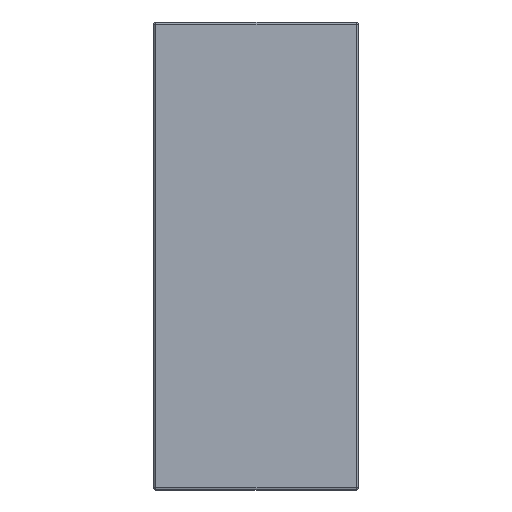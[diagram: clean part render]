
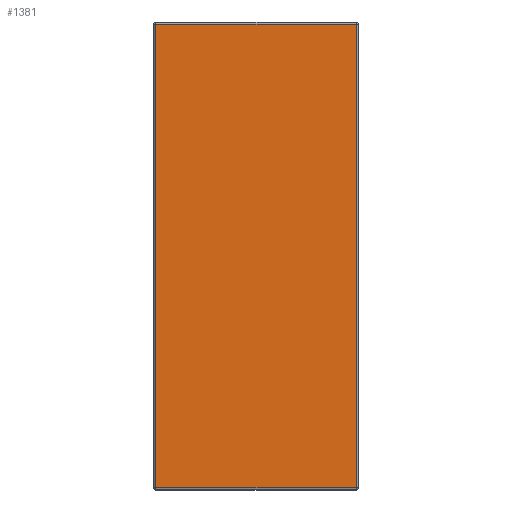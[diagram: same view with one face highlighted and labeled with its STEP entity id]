
A CAD part, left-side view. The second image highlights one B-rep face of the part: STEP entity #1381.
In plain terms, the highlighted planar face has unit normal (-1, 0, 0).
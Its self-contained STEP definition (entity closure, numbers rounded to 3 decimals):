
#9 = VERTEX_POINT ( 'NONE', #960 ) ;
#65 = LINE ( 'NONE', #1067, #406 ) ;
#110 = CARTESIAN_POINT ( 'NONE',  ( -300., 17.5, 0. ) ) ;
#195 = EDGE_CURVE ( 'NONE', #263, #9, #849, .T. ) ;
#259 = VECTOR ( 'NONE', #629, 1000. ) ;
#263 = VERTEX_POINT ( 'NONE', #398 ) ;
#286 = VECTOR ( 'NONE', #917, 1000. ) ;
#357 = ORIENTED_EDGE ( 'NONE', *, *, #906, .T. ) ;
#398 = CARTESIAN_POINT ( 'NONE',  ( -300., 17.1, 0.4 ) ) ;
#406 = VECTOR ( 'NONE', #1032, 1000. ) ;
#444 = LINE ( 'NONE', #454, #1037 ) ;
#445 = DIRECTION ( 'NONE',  ( 0., 1., 0. ) ) ;
#454 = CARTESIAN_POINT ( 'NONE',  ( -300., 17.5, 79.6 ) ) ;
#461 = VERTEX_POINT ( 'NONE', #897 ) ;
#503 = LINE ( 'NONE', #922, #286 ) ;
#506 = VERTEX_POINT ( 'NONE', #573 ) ;
#573 = CARTESIAN_POINT ( 'NONE',  ( -300., 17.1, 79.6 ) ) ;
#629 = DIRECTION ( 'NONE',  ( 0., -1., 0. ) ) ;
#638 = FACE_OUTER_BOUND ( 'NONE', #1065, .T. ) ;
#674 = CARTESIAN_POINT ( 'NONE',  ( -300., 17.5, 0.4 ) ) ;
#849 = LINE ( 'NONE', #674, #259 ) ;
#878 = EDGE_CURVE ( 'NONE', #506, #263, #65, .T. ) ;
#897 = CARTESIAN_POINT ( 'NONE',  ( -300., -17.1, 79.6 ) ) ;
#906 = EDGE_CURVE ( 'NONE', #9, #461, #503, .T. ) ;
#917 = DIRECTION ( 'NONE',  ( 0., 0., 1. ) ) ;
#922 = CARTESIAN_POINT ( 'NONE',  ( -300., -17.1, 0. ) ) ;
#960 = CARTESIAN_POINT ( 'NONE',  ( -300., -17.1, 0.4 ) ) ;
#1032 = DIRECTION ( 'NONE',  ( 0., 0., -1. ) ) ;
#1037 = VECTOR ( 'NONE', #445, 1000. ) ;
#1065 = EDGE_LOOP ( 'NONE', ( #1217, #1297, #357, #1492 ) ) ;
#1067 = CARTESIAN_POINT ( 'NONE',  ( -300., 17.1, 0. ) ) ;
#1127 = AXIS2_PLACEMENT_3D ( 'NONE', #110, #1387, #1253 ) ;
#1217 = ORIENTED_EDGE ( 'NONE', *, *, #878, .T. ) ;
#1253 = DIRECTION ( 'NONE',  ( 0., 0., -1. ) ) ;
#1297 = ORIENTED_EDGE ( 'NONE', *, *, #195, .T. ) ;
#1381 = ADVANCED_FACE ( 'NONE', ( #638 ), #1509, .F. ) ;
#1386 = EDGE_CURVE ( 'NONE', #461, #506, #444, .T. ) ;
#1387 = DIRECTION ( 'NONE',  ( 1., 0., 0. ) ) ;
#1492 = ORIENTED_EDGE ( 'NONE', *, *, #1386, .T. ) ;
#1509 = PLANE ( 'NONE',  #1127 ) ;
